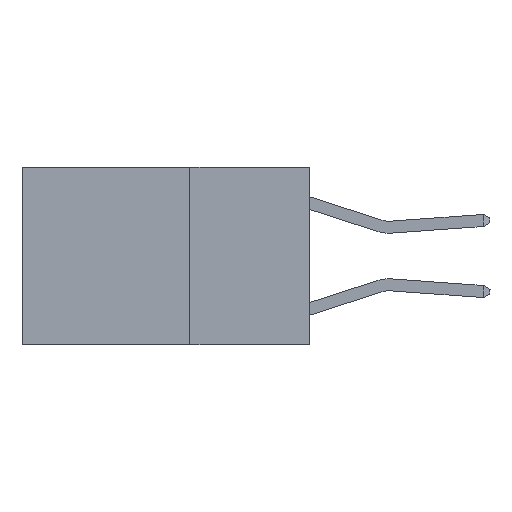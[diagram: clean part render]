
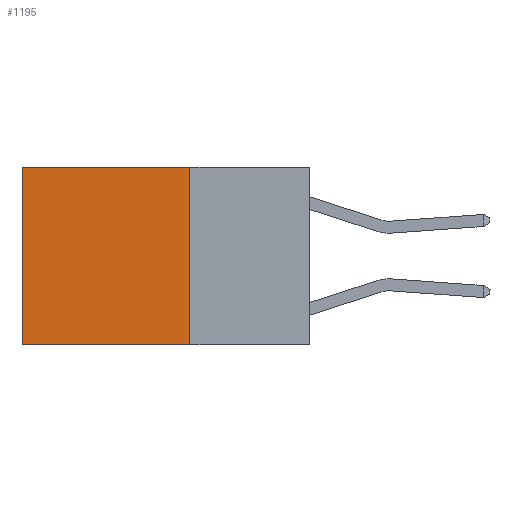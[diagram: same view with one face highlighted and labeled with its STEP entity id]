
A CAD part, left-side view. The second image highlights one B-rep face of the part: STEP entity #1195.
In plain terms, the highlighted planar face has unit normal (-1, 0, 0).
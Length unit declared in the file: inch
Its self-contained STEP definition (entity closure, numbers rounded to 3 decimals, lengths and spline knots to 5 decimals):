
#907 = EDGE_CURVE ( 'NONE', #909, #14932, #1519, .T. ) ;
#909 = VERTEX_POINT ( 'NONE', #12628 ) ;
#1195 = ADVANCED_FACE ( 'NONE', ( #4225 ), #4829, .F. ) ;
#1394 = VECTOR ( 'NONE', #11443, 39.37008 ) ;
#1519 = LINE ( 'NONE', #7521, #14580 ) ;
#1611 = VERTEX_POINT ( 'NONE', #4197 ) ;
#2077 = DIRECTION ( 'NONE',  ( 0., 1., 0. ) ) ;
#2377 = DIRECTION ( 'NONE',  ( 0., 0., -1. ) ) ;
#2784 = EDGE_CURVE ( 'NONE', #909, #1611, #13282, .T. ) ;
#2987 = EDGE_CURVE ( 'NONE', #14932, #12169, #13531, .T. ) ;
#3416 = EDGE_LOOP ( 'NONE', ( #13331, #21508, #12800, #7815 ) ) ;
#3518 = CARTESIAN_POINT ( 'NONE',  ( 0.2625, 0.6, -0.37 ) ) ;
#4197 = CARTESIAN_POINT ( 'NONE',  ( 0.2625, 0.6, 0. ) ) ;
#4225 = FACE_OUTER_BOUND ( 'NONE', #3416, .T. ) ;
#4829 = PLANE ( 'NONE',  #7920 ) ;
#5272 = EDGE_CURVE ( 'NONE', #1611, #12169, #6001, .T. ) ;
#6001 = LINE ( 'NONE', #18010, #1394 ) ;
#7521 = CARTESIAN_POINT ( 'NONE',  ( 0.2625, 0.25, 0. ) ) ;
#7815 = ORIENTED_EDGE ( 'NONE', *, *, #2784, .T. ) ;
#7920 = AXIS2_PLACEMENT_3D ( 'NONE', #16582, #18235, #8257 ) ;
#8257 = DIRECTION ( 'NONE',  ( 0., 0., -1. ) ) ;
#8779 = VECTOR ( 'NONE', #2077, 39.37008 ) ;
#9044 = VECTOR ( 'NONE', #19485, 39.37008 ) ;
#10493 = CARTESIAN_POINT ( 'NONE',  ( 0.2625, 0.25, -0.37 ) ) ;
#11188 = CARTESIAN_POINT ( 'NONE',  ( 0.2625, 0.25, -0.37 ) ) ;
#11443 = DIRECTION ( 'NONE',  ( 0., 0., -1. ) ) ;
#12169 = VERTEX_POINT ( 'NONE', #3518 ) ;
#12628 = CARTESIAN_POINT ( 'NONE',  ( 0.2625, 0.25, 0. ) ) ;
#12800 = ORIENTED_EDGE ( 'NONE', *, *, #907, .F. ) ;
#13282 = LINE ( 'NONE', #15605, #8779 ) ;
#13331 = ORIENTED_EDGE ( 'NONE', *, *, #5272, .T. ) ;
#13531 = LINE ( 'NONE', #11188, #9044 ) ;
#14580 = VECTOR ( 'NONE', #2377, 39.37008 ) ;
#14932 = VERTEX_POINT ( 'NONE', #10493 ) ;
#15605 = CARTESIAN_POINT ( 'NONE',  ( 0.2625, 0.25, 0. ) ) ;
#16582 = CARTESIAN_POINT ( 'NONE',  ( 0.2625, 0.25, 0. ) ) ;
#18010 = CARTESIAN_POINT ( 'NONE',  ( 0.2625, 0.6, 0. ) ) ;
#18235 = DIRECTION ( 'NONE',  ( 1., 0., 0. ) ) ;
#19485 = DIRECTION ( 'NONE',  ( 0., 1., 0. ) ) ;
#21508 = ORIENTED_EDGE ( 'NONE', *, *, #2987, .F. ) ;
